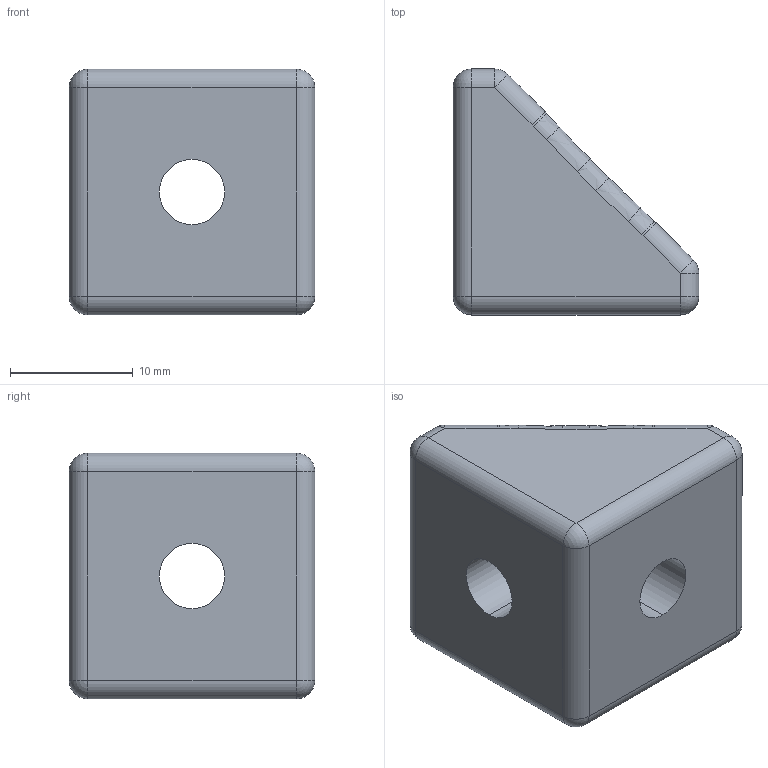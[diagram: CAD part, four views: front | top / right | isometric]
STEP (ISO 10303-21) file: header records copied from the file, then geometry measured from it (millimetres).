
FILE_DESCRIPTION (( 'STEP AP214' ), '1' );
FILE_NAME ('top lid printed bracker.STEP', '2025-05-24T16:18:59', ( '' ), ( '' ), 'SwSTEP 2.0', 'SolidWorks 2024', '' );
FILE_SCHEMA (( 'AUTOMOTIVE_DESIGN' ));
Length unit declared in the file: millimetre
Products named in the file (1): top lid printed bracker
Bounding box: 20 x 20 x 20 mm (x, y, z)
Volume: 3977 mm3; surface area: 2106.8 mm2
Topology: 1 solids, 1 shells, 106 faces, 239 edges, 126 vertices
Faces by surface type: bspline 53, cylinder 31, plane 12, sphere 10
Entity records: 4291 total; most frequent: CARTESIAN_POINT 2297, ORIENTED_EDGE 460, DIRECTION 356, EDGE_CURVE 230, AXIS2_PLACEMENT_3D 156, VERTEX_POINT 126, EDGE_LOOP 110, ADVANCED_FACE 106
